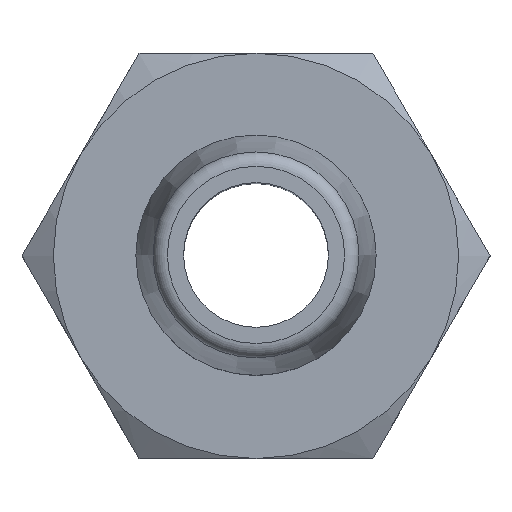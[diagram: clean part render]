
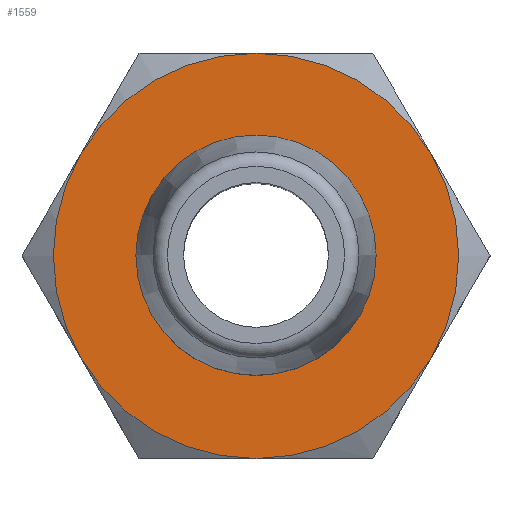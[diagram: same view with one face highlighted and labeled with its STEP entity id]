
A CAD part, top view. The second image highlights one B-rep face of the part: STEP entity #1559.
In plain terms, the highlighted face is planar.
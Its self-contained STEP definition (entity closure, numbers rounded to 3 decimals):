
#712=PLANE('',#1473);
#748=ORIENTED_EDGE('',*,*,#933,.F.);
#749=ORIENTED_EDGE('',*,*,#934,.F.);
#750=ORIENTED_EDGE('',*,*,#935,.F.);
#751=ORIENTED_EDGE('',*,*,#936,.F.);
#752=ORIENTED_EDGE('',*,*,#937,.F.);
#753=ORIENTED_EDGE('',*,*,#938,.F.);
#754=ORIENTED_EDGE('',*,*,#932,.F.);
#858=CIRCLE('',#1472,3.5);
#859=CIRCLE('',#1474,7.);
#860=CIRCLE('',#1475,7.);
#861=CIRCLE('',#1476,7.);
#862=CIRCLE('',#1477,7.);
#863=CIRCLE('',#1478,7.);
#864=CIRCLE('',#1479,7.);
#889=VERTEX_POINT('',#1341);
#890=VERTEX_POINT('',#1344);
#891=VERTEX_POINT('',#1345);
#892=VERTEX_POINT('',#1347);
#893=VERTEX_POINT('',#1349);
#894=VERTEX_POINT('',#1351);
#895=VERTEX_POINT('',#1353);
#932=EDGE_CURVE('',#889,#889,#858,.T.);
#933=EDGE_CURVE('',#890,#891,#859,.T.);
#934=EDGE_CURVE('',#892,#890,#860,.T.);
#935=EDGE_CURVE('',#893,#892,#861,.T.);
#936=EDGE_CURVE('',#894,#893,#862,.T.);
#937=EDGE_CURVE('',#895,#894,#863,.T.);
#938=EDGE_CURVE('',#891,#895,#864,.T.);
#1005=EDGE_LOOP('',(#748,#749,#750,#751,#752,#753));
#1006=EDGE_LOOP('',(#754));
#1063=FACE_BOUND('',#1005,.T.);
#1064=FACE_BOUND('',#1006,.T.);
#1153=DIRECTION('',(0.,1.,0.));
#1154=DIRECTION('',(3.5,0.,0.));
#1155=DIRECTION('',(0.,1.,0.));
#1156=DIRECTION('',(1.,0.,0.));
#1157=DIRECTION('',(0.,-1.,0.));
#1158=DIRECTION('',(0.,0.,7.));
#1159=DIRECTION('',(0.,-1.,0.));
#1160=DIRECTION('',(6.062,0.,3.5));
#1161=DIRECTION('',(0.,-1.,0.));
#1162=DIRECTION('',(6.062,0.,-3.5));
#1163=DIRECTION('',(0.,-1.,0.));
#1164=DIRECTION('',(0.,0.,-7.));
#1165=DIRECTION('',(0.,-1.,0.));
#1166=DIRECTION('',(-6.062,0.,-3.5));
#1167=DIRECTION('',(0.,-1.,0.));
#1168=DIRECTION('',(-6.062,0.,3.5));
#1341=CARTESIAN_POINT('',(24.507,34.501,0.));
#1342=CARTESIAN_POINT('',(21.007,34.501,0.));
#1343=CARTESIAN_POINT('',(21.007,34.501,7.));
#1344=CARTESIAN_POINT('',(21.007,34.501,7.));
#1345=CARTESIAN_POINT('',(14.944,34.501,3.5));
#1346=CARTESIAN_POINT('',(21.007,34.501,0.));
#1347=CARTESIAN_POINT('',(27.069,34.501,3.5));
#1348=CARTESIAN_POINT('',(21.007,34.501,0.));
#1349=CARTESIAN_POINT('',(27.069,34.501,-3.5));
#1350=CARTESIAN_POINT('',(21.007,34.501,0.));
#1351=CARTESIAN_POINT('',(21.007,34.501,-7.));
#1352=CARTESIAN_POINT('',(21.007,34.501,0.));
#1353=CARTESIAN_POINT('',(14.944,34.501,-3.5));
#1354=CARTESIAN_POINT('',(21.007,34.501,0.));
#1355=CARTESIAN_POINT('',(21.007,34.501,0.));
#1472=AXIS2_PLACEMENT_3D('',#1342,#1153,#1154);
#1473=AXIS2_PLACEMENT_3D('',#1343,#1155,#1156);
#1474=AXIS2_PLACEMENT_3D('',#1346,#1157,#1158);
#1475=AXIS2_PLACEMENT_3D('',#1348,#1159,#1160);
#1476=AXIS2_PLACEMENT_3D('',#1350,#1161,#1162);
#1477=AXIS2_PLACEMENT_3D('',#1352,#1163,#1164);
#1478=AXIS2_PLACEMENT_3D('',#1354,#1165,#1166);
#1479=AXIS2_PLACEMENT_3D('',#1355,#1167,#1168);
#1559=ADVANCED_FACE('',(#1063,#1064),#712,.T.);
